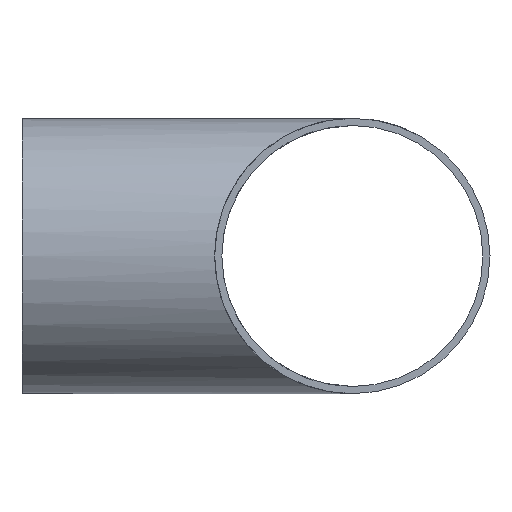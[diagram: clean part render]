
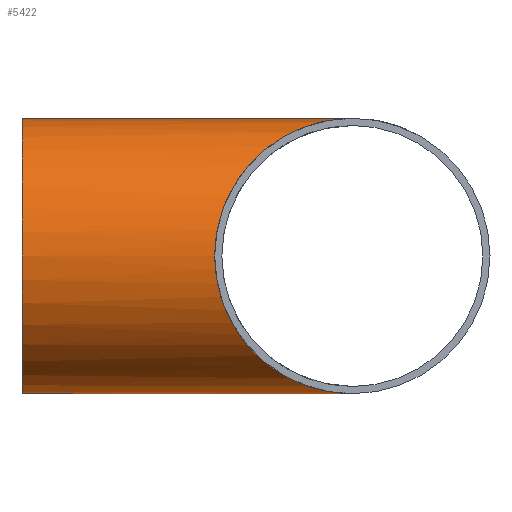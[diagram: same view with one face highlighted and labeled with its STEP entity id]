
A CAD part, left-side view. The second image highlights one B-rep face of the part: STEP entity #5422.
In plain terms, the highlighted cylindrical face has radius 31.75 mm (diameter 63.5 mm), a full revolution.
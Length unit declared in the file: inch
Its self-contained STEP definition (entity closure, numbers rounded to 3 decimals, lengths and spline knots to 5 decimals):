
#45=ELLIPSE('',#5703,1.76777,1.25);
#46=ELLIPSE('',#5704,1.76777,1.25);
#80=FACE_BOUND('',#977,.T.);
#649=FACE_OUTER_BOUND('',#976,.T.);
#976=EDGE_LOOP('',(#5057,#5058));
#977=EDGE_LOOP('',(#5059));
#1843=CIRCLE('',#5717,1.25);
#2662=VERTEX_POINT('',#11813);
#2663=VERTEX_POINT('',#11814);
#2667=VERTEX_POINT('',#11832);
#3464=EDGE_CURVE('',#2662,#2663,#45,.T.);
#3465=EDGE_CURVE('',#2663,#2662,#46,.T.);
#3469=EDGE_CURVE('',#2667,#2667,#1843,.T.);
#5057=ORIENTED_EDGE('',*,*,#3465,.F.);
#5058=ORIENTED_EDGE('',*,*,#3464,.F.);
#5059=ORIENTED_EDGE('',*,*,#3469,.F.);
#5105=CYLINDRICAL_SURFACE('',#5716,1.25);
#5422=ADVANCED_FACE('',(#649,#80),#5105,.T.);
#5703=AXIS2_PLACEMENT_3D('',#11815,#6649,#6650);
#5704=AXIS2_PLACEMENT_3D('',#11816,#6651,#6652);
#5716=AXIS2_PLACEMENT_3D('',#11831,#6675,#6676);
#5717=AXIS2_PLACEMENT_3D('',#11833,#6677,#6678);
#6649=DIRECTION('center_axis',(0.707,-0.707,0.));
#6650=DIRECTION('ref_axis',(-0.707,-0.707,0.));
#6651=DIRECTION('center_axis',(-0.707,-0.707,0.));
#6652=DIRECTION('ref_axis',(-0.707,0.707,0.));
#6675=DIRECTION('center_axis',(0.,1.,0.));
#6676=DIRECTION('ref_axis',(-1.,0.,0.));
#6677=DIRECTION('center_axis',(0.,1.,0.));
#6678=DIRECTION('ref_axis',(1.,0.,0.));
#11813=CARTESIAN_POINT('',(0.,0.,
-1.25));
#11814=CARTESIAN_POINT('',(0.,0.,
1.25));
#11815=CARTESIAN_POINT('Origin',(0.,0.,
0.));
#11816=CARTESIAN_POINT('Origin',(0.,0.,
0.));
#11831=CARTESIAN_POINT('Origin',(0.,1.5,0.));
#11832=CARTESIAN_POINT('',(-1.25,3.,0.));
#11833=CARTESIAN_POINT('Origin',(0.,3.,0.));
